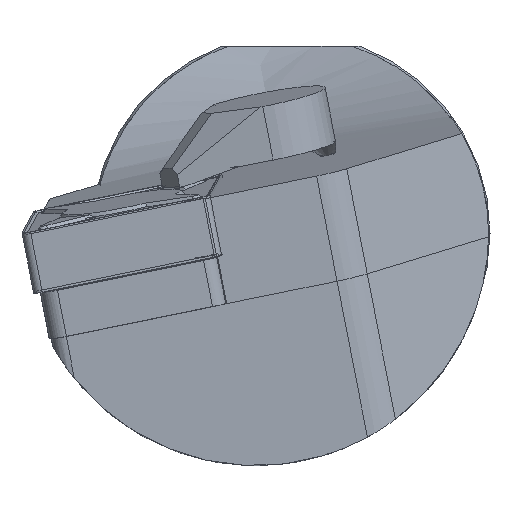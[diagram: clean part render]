
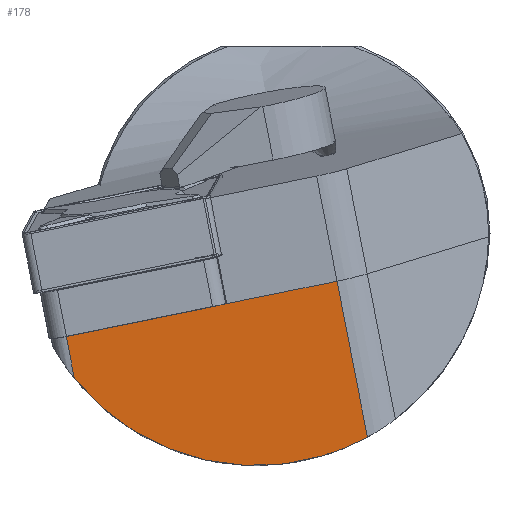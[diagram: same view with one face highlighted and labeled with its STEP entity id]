
A CAD part, left-side view. The second image highlights one B-rep face of the part: STEP entity #178.
In plain terms, the highlighted planar face has unit normal (-0.991, -0.104, -0.086).
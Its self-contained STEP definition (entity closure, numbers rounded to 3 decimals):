
#90=ELLIPSE('',#2130,23.566,23.35);
#178=ADVANCED_FACE('',(#363),#283,.F.);
#283=PLANE('',#2156);
#363=FACE_OUTER_BOUND('',#478,.T.);
#478=EDGE_LOOP('',(#781,#782,#783,#784,#785,#786));
#781=ORIENTED_EDGE('',*,*,#1531,.T.);
#782=ORIENTED_EDGE('',*,*,#1532,.F.);
#783=ORIENTED_EDGE('',*,*,#1493,.T.);
#784=ORIENTED_EDGE('',*,*,#1530,.T.);
#785=ORIENTED_EDGE('',*,*,#1477,.T.);
#786=ORIENTED_EDGE('',*,*,#1455,.T.);
#1257=VERTEX_POINT('',#2898);
#1258=VERTEX_POINT('',#2899);
#1275=VERTEX_POINT('',#2963);
#1286=VERTEX_POINT('',#3011);
#1287=VERTEX_POINT('',#3013);
#1311=VERTEX_POINT('',#3445);
#1455=EDGE_CURVE('',#1257,#1258,#1756,.T.);
#1477=EDGE_CURVE('',#1275,#1257,#1772,.T.);
#1493=EDGE_CURVE('',#1287,#1286,#90,.T.);
#1530=EDGE_CURVE('',#1286,#1275,#1785,.T.);
#1531=EDGE_CURVE('',#1258,#1311,#1786,.T.);
#1532=EDGE_CURVE('',#1287,#1311,#1787,.T.);
#1756=LINE('',#2897,#1934);
#1772=LINE('',#2962,#1950);
#1785=LINE('',#3442,#1963);
#1786=LINE('',#3444,#1964);
#1787=LINE('',#3446,#1965);
#1934=VECTOR('',#2316,1.);
#1950=VECTOR('',#2346,1.);
#1963=VECTOR('',#2429,1.);
#1964=VECTOR('',#2432,1.);
#1965=VECTOR('',#2433,1.);
#2130=AXIS2_PLACEMENT_3D('',#3012,#2371,#2372);
#2156=AXIS2_PLACEMENT_3D('',#3447,#2434,#2435);
#2316=DIRECTION('',(-0.085,0.976,-0.199));
#2346=DIRECTION('',(-0.085,0.976,-0.199));
#2371=DIRECTION('',(-0.991,-0.104,-0.086));
#2372=DIRECTION('',(-0.135,0.765,0.63));
#2429=DIRECTION('',(-0.105,0.19,0.976));
#2432=DIRECTION('',(-0.085,0.976,-0.199));
#2433=DIRECTION('',(-0.105,0.19,0.976));
#2434=DIRECTION('',(0.991,0.104,0.086));
#2435=DIRECTION('',(0.105,-0.995,0.));
#2897=CARTESIAN_POINT('',(-207.685,5.169,46.185));
#2898=CARTESIAN_POINT('',(-208.664,16.354,43.907));
#2899=CARTESIAN_POINT('',(-208.715,16.943,43.787));
#2962=CARTESIAN_POINT('',(-207.685,5.169,46.185));
#2963=CARTESIAN_POINT('',(-207.685,5.169,46.185));
#3011=CARTESIAN_POINT('',(-206.008,2.124,30.52));
#3012=CARTESIAN_POINT('',(-208.96,13.316,51.013));
#3013=CARTESIAN_POINT('',(-209.614,31.552,36.43));
#3442=CARTESIAN_POINT('',(-259.24,98.764,527.686));
#3444=CARTESIAN_POINT('',(-207.685,5.169,46.185));
#3445=CARTESIAN_POINT('',(-210.065,32.371,40.643));
#3446=CARTESIAN_POINT('',(-261.62,125.965,522.143));
#3447=CARTESIAN_POINT('',(-259.24,98.764,527.686));
